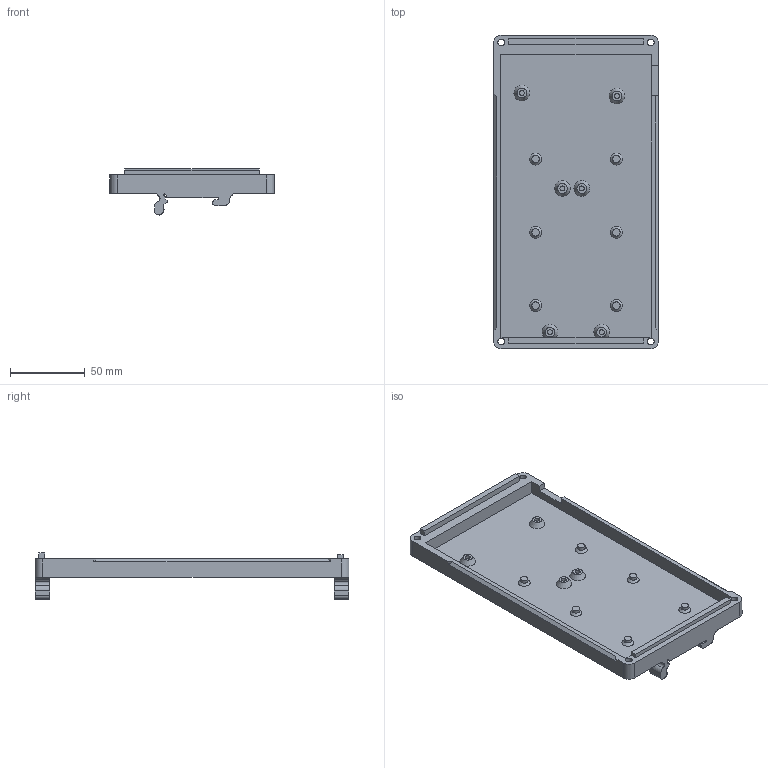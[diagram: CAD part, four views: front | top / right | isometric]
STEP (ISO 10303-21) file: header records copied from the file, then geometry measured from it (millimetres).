
FILE_DESCRIPTION( ( '' ), ' ' );
FILE_NAME( '59234f0bfe7a9c10afdda967.step', '2017-05-22T20:50:20', ( '' ), ( '' ), ' ', ' ', ' ' );
FILE_SCHEMA( ( 'AUTOMOTIVE_DESIGN { 1 0 10303 214 1 1 1 1 }' ) );
Length unit declared in the file: metre
Products named in the file (1): SmartM Housing - Part 1
Bounding box: 110 x 210 x 30.83 mm (x, y, z)
Volume: 113458.6 mm3; surface area: 63616.1 mm2
Topology: 1 solids, 1 shells, 214 faces, 579 edges, 388 vertices
Faces by surface type: cylinder 108, plane 94, cone 12
Full cylindrical faces by diameter (mm): 3.3 x6, 4.5 x4, 5 x6, 8 x4
Entity records: 8341 total; most frequent: CARTESIAN_POINT 1208, DIRECTION 1187, ORIENTED_EDGE 1062, EDGE_CURVE 531, AXIS2_PLACEMENT_3D 447, VERTEX_POINT 372, LINE 293, VECTOR 293
